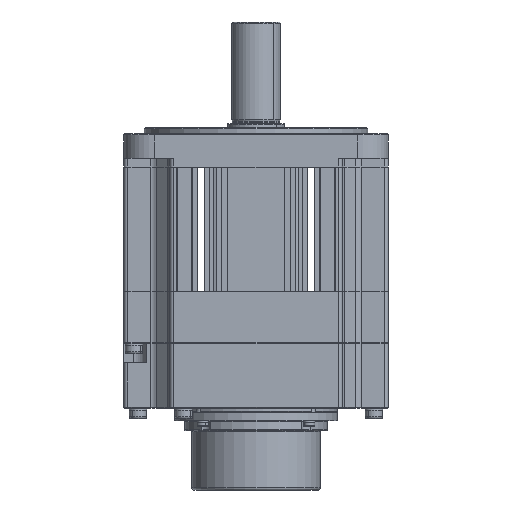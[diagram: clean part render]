
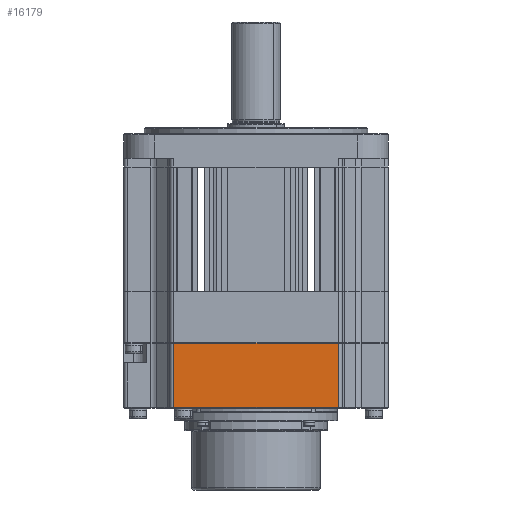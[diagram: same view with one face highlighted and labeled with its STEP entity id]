
A CAD part, front view. The second image highlights one B-rep face of the part: STEP entity #16179.
In plain terms, the highlighted planar face has unit normal (0, -1, 0).
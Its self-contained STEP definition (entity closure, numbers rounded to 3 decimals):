
#80 = CARTESIAN_POINT ( 'NONE',  ( 39.742, -67.465, 38.1 ) ) ;
#1158 = VERTEX_POINT ( 'NONE', #18785 ) ;
#3469 = LINE ( 'NONE', #37940, #12577 ) ;
#5561 = CARTESIAN_POINT ( 'NONE',  ( -41.258, -67.465, 6.6 ) ) ;
#9656 = EDGE_CURVE ( 'NONE', #1158, #10005, #16874, .T. ) ;
#10005 = VERTEX_POINT ( 'NONE', #22459 ) ;
#10582 = DIRECTION ( 'NONE',  ( 1., 0., 0. ) ) ;
#10711 = EDGE_CURVE ( 'NONE', #30952, #10005, #41468, .T. ) ;
#12577 = VECTOR ( 'NONE', #10582, 1000. ) ;
#12965 = CARTESIAN_POINT ( 'NONE',  ( -41.258, -67.465, 38.1 ) ) ;
#14224 = DIRECTION ( 'NONE',  ( 0., 1., 0. ) ) ;
#14571 = EDGE_LOOP ( 'NONE', ( #16329, #26342, #23801, #42302 ) ) ;
#15084 = VERTEX_POINT ( 'NONE', #5561 ) ;
#16179 = ADVANCED_FACE ( 'NONE', ( #39921 ), #20664, .F. ) ;
#16329 = ORIENTED_EDGE ( 'NONE', *, *, #31322, .T. ) ;
#16619 = AXIS2_PLACEMENT_3D ( 'NONE', #17534, #14224, #38132 ) ;
#16874 = LINE ( 'NONE', #80, #43112 ) ;
#17534 = CARTESIAN_POINT ( 'NONE',  ( -43.258, -67.465, 38.1 ) ) ;
#18785 = CARTESIAN_POINT ( 'NONE',  ( 39.742, -67.465, 6.6 ) ) ;
#20574 = DIRECTION ( 'NONE',  ( 0., 0., 1. ) ) ;
#20664 = PLANE ( 'NONE',  #16619 ) ;
#22459 = CARTESIAN_POINT ( 'NONE',  ( 39.742, -67.465, 38.1 ) ) ;
#23801 = ORIENTED_EDGE ( 'NONE', *, *, #9656, .T. ) ;
#26342 = ORIENTED_EDGE ( 'NONE', *, *, #29093, .T. ) ;
#29093 = EDGE_CURVE ( 'NONE', #15084, #1158, #3469, .T. ) ;
#30383 = CARTESIAN_POINT ( 'NONE',  ( -43.258, -67.465, 38.1 ) ) ;
#30952 = VERTEX_POINT ( 'NONE', #12965 ) ;
#31322 = EDGE_CURVE ( 'NONE', #30952, #15084, #43497, .T. ) ;
#32309 = VECTOR ( 'NONE', #40752, 1000. ) ;
#33256 = VECTOR ( 'NONE', #42267, 1000. ) ;
#37940 = CARTESIAN_POINT ( 'NONE',  ( 39.742, -67.465, 6.6 ) ) ;
#38132 = DIRECTION ( 'NONE',  ( -1., 0., 0. ) ) ;
#38804 = CARTESIAN_POINT ( 'NONE',  ( -41.258, -67.465, 38.1 ) ) ;
#39921 = FACE_OUTER_BOUND ( 'NONE', #14571, .T. ) ;
#40752 = DIRECTION ( 'NONE',  ( 1., 0., 0. ) ) ;
#41468 = LINE ( 'NONE', #30383, #32309 ) ;
#42267 = DIRECTION ( 'NONE',  ( 0., 0., -1. ) ) ;
#42302 = ORIENTED_EDGE ( 'NONE', *, *, #10711, .F. ) ;
#43112 = VECTOR ( 'NONE', #20574, 1000. ) ;
#43497 = LINE ( 'NONE', #38804, #33256 ) ;
